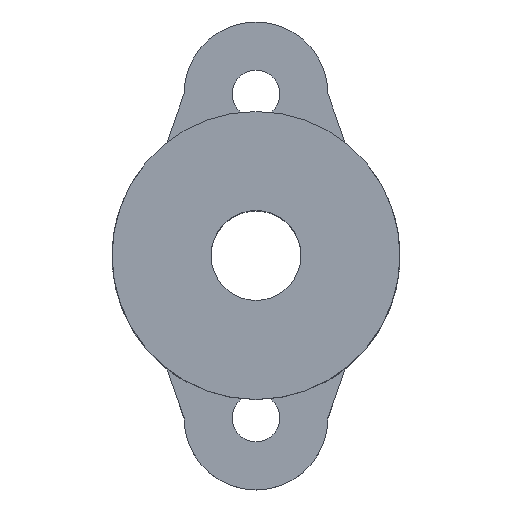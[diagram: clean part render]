
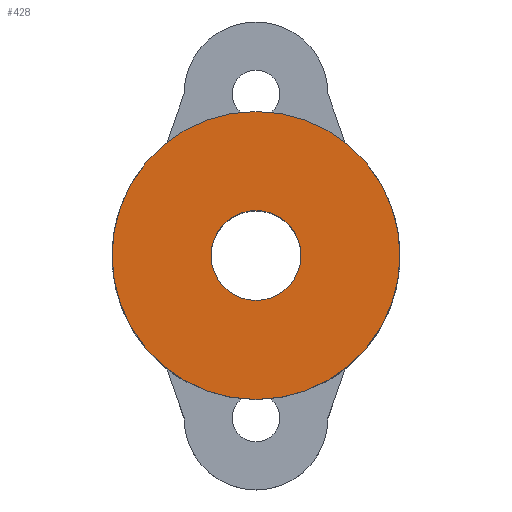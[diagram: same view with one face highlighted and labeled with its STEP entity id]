
A CAD part, top view. The second image highlights one B-rep face of the part: STEP entity #428.
In plain terms, the highlighted planar face has unit normal (0, 0, 1).
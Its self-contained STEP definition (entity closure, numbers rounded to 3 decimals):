
#40 = DIRECTION ( 'NONE',  ( 0., 0., 1. ) ) ;
#85 = CIRCLE ( 'NONE', #1308, 8. ) ;
#117 = VERTEX_POINT ( 'NONE', #1622 ) ;
#138 = CIRCLE ( 'NONE', #1605, 8. ) ;
#198 = CARTESIAN_POINT ( 'NONE',  ( 0., 0., 18. ) ) ;
#205 = VERTEX_POINT ( 'NONE', #1262 ) ;
#220 = CIRCLE ( 'NONE', #939, 2.5 ) ;
#291 = CARTESIAN_POINT ( 'NONE',  ( 0., 0., 18. ) ) ;
#374 = DIRECTION ( 'NONE',  ( 0., -1., 0. ) ) ;
#387 = ORIENTED_EDGE ( 'NONE', *, *, #637, .T. ) ;
#418 = ORIENTED_EDGE ( 'NONE', *, *, #1083, .T. ) ;
#428 = ADVANCED_FACE ( 'NONE', ( #813, #680 ), #668, .T. ) ;
#475 = ORIENTED_EDGE ( 'NONE', *, *, #1561, .T. ) ;
#483 = CIRCLE ( 'NONE', #543, 2.5 ) ;
#484 = EDGE_CURVE ( 'NONE', #1085, #1646, #138, .T. ) ;
#543 = AXIS2_PLACEMENT_3D ( 'NONE', #291, #794, #1314 ) ;
#610 = EDGE_LOOP ( 'NONE', ( #418, #1391 ) ) ;
#635 = CARTESIAN_POINT ( 'NONE',  ( 0., 8., 18. ) ) ;
#637 = EDGE_CURVE ( 'NONE', #117, #205, #220, .T. ) ;
#668 = PLANE ( 'NONE',  #1241 ) ;
#680 = FACE_OUTER_BOUND ( 'NONE', #610, .T. ) ;
#733 = EDGE_LOOP ( 'NONE', ( #387, #475 ) ) ;
#794 = DIRECTION ( 'NONE',  ( 0., 0., -1. ) ) ;
#813 = FACE_BOUND ( 'NONE', #733, .T. ) ;
#876 = DIRECTION ( 'NONE',  ( 0., 0., -1. ) ) ;
#927 = DIRECTION ( 'NONE',  ( 0., -1., 0. ) ) ;
#939 = AXIS2_PLACEMENT_3D ( 'NONE', #1511, #876, #374 ) ;
#1083 = EDGE_CURVE ( 'NONE', #1646, #1085, #85, .T. ) ;
#1085 = VERTEX_POINT ( 'NONE', #635 ) ;
#1091 = CARTESIAN_POINT ( 'NONE',  ( 0., -8., 18. ) ) ;
#1166 = DIRECTION ( 'NONE',  ( 0., 0., 1. ) ) ;
#1216 = DIRECTION ( 'NONE',  ( 0., -1., 0. ) ) ;
#1241 = AXIS2_PLACEMENT_3D ( 'NONE', #1439, #40, #927 ) ;
#1262 = CARTESIAN_POINT ( 'NONE',  ( 2.5, 0., 18. ) ) ;
#1308 = AXIS2_PLACEMENT_3D ( 'NONE', #1401, #1166, #1396 ) ;
#1314 = DIRECTION ( 'NONE',  ( 0., -1., 0. ) ) ;
#1391 = ORIENTED_EDGE ( 'NONE', *, *, #484, .T. ) ;
#1396 = DIRECTION ( 'NONE',  ( 0., -1., 0. ) ) ;
#1401 = CARTESIAN_POINT ( 'NONE',  ( 0., 0., 18. ) ) ;
#1439 = CARTESIAN_POINT ( 'NONE',  ( 0., 0., 18. ) ) ;
#1511 = CARTESIAN_POINT ( 'NONE',  ( 0., 0., 18. ) ) ;
#1561 = EDGE_CURVE ( 'NONE', #205, #117, #483, .T. ) ;
#1581 = DIRECTION ( 'NONE',  ( 0., 0., 1. ) ) ;
#1605 = AXIS2_PLACEMENT_3D ( 'NONE', #198, #1581, #1216 ) ;
#1622 = CARTESIAN_POINT ( 'NONE',  ( -2.5, 0., 18. ) ) ;
#1646 = VERTEX_POINT ( 'NONE', #1091 ) ;
